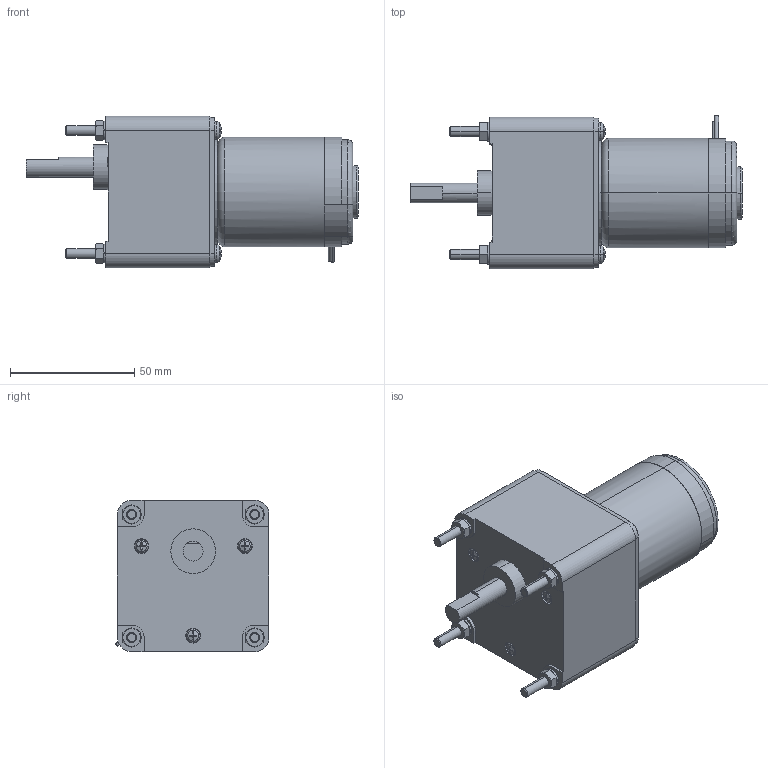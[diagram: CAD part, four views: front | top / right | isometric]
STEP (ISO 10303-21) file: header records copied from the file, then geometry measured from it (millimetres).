
FILE_DESCRIPTION(('starvars output'),'2;1');
FILE_NAME('44s6hf.stp','09:48:24 2014/09/11',( 'Thomas Industrial Network Germany GmbH'),( 'Thomas Industrial Network Germany GmbH'),'unknown preprocess','ACIS' ,'unknown authorization');
FILE_SCHEMA(('CONFIG_CONTROL_DESIGN {UNKNOWN IMPLEMENTATION LEVEL}'));
Length unit declared in the file: millimetre
Products named in the file (9): PRODUCT_ID_21; PRODUCT_ID_22; PRODUCT_ID_23; PRODUCT_ID_24; PRODUCT_ID_25; PRODUCT_ID_26; PRODUCT_ID_27; PRODUCT_ID_28; PRODUCT_ID_29
Bounding box: 133.6 x 61.95 x 61 mm (x, y, z)
Volume: 248087 mm3; surface area: 33667.2 mm2
Topology: 34 solids, 40 shells, 673 faces, 1500 edges, 894 vertices
Faces by surface type: cylinder 224, plane 222, cone 187, torus 26, bspline 14
Entity records: 16928 total; most frequent: CARTESIAN_POINT 3640, ORIENTED_EDGE 2996, DIRECTION 2076, EDGE_CURVE 1486, VERTEX_POINT 894, EDGE_LOOP 746, FACE_BOUND 746, AXIS2_PLACEMENT_3D 743
